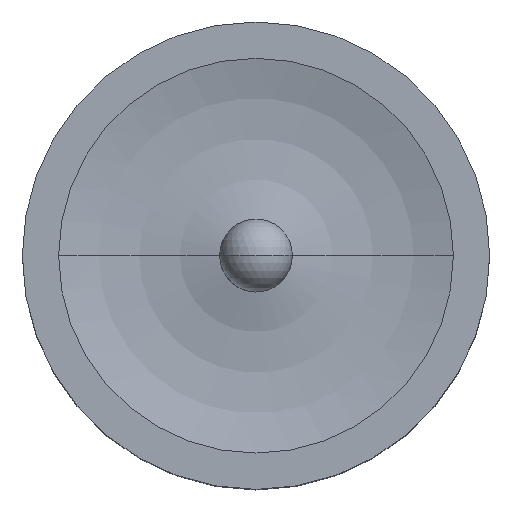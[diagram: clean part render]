
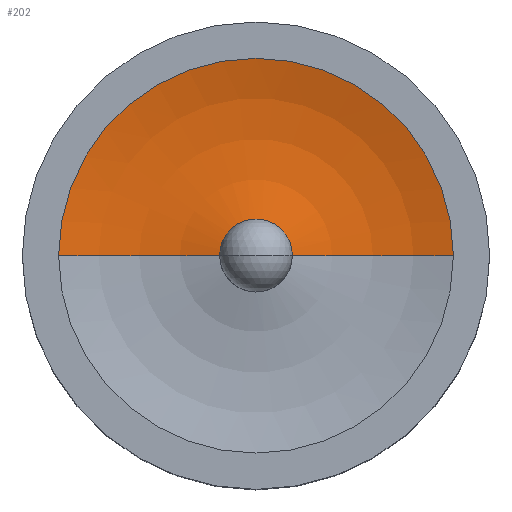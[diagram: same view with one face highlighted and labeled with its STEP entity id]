
A CAD part, top view. The second image highlights one B-rep face of the part: STEP entity #202.
In plain terms, the highlighted toroidal (fillet/blend) face has major radius 0.482 mm and minor radius 1.131 mm.
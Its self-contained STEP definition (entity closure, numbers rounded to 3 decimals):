
#69 = AXIS2_PLACEMENT_3D ( 'NONE', #73, #76, #255 ) ;
#73 = CARTESIAN_POINT ( 'NONE',  ( 0.483, 0., 0.061 ) ) ;
#76 = DIRECTION ( 'NONE',  ( 0., -1., 0. ) ) ;
#121 = DIRECTION ( 'NONE',  ( 1., 0., 0. ) ) ;
#127 = CARTESIAN_POINT ( 'NONE',  ( 0.815, 0., -1.02 ) ) ;
#132 = CARTESIAN_POINT ( 'NONE',  ( -0.483, 0., 0.061 ) ) ;
#141 = ORIENTED_EDGE ( 'NONE', *, *, #182, .F. ) ;
#149 = ORIENTED_EDGE ( 'NONE', *, *, #397, .T. ) ;
#182 = EDGE_CURVE ( 'NONE', #280, #532, #426, .T. ) ;
#187 = DIRECTION ( 'NONE',  ( 0., 0., 1. ) ) ;
#197 = AXIS2_PLACEMENT_3D ( 'NONE', #496, #187, #452 ) ;
#202 = ADVANCED_FACE ( 'NONE', ( #275 ), #423, .F. ) ;
#226 = AXIS2_PLACEMENT_3D ( 'NONE', #336, #531, #121 ) ;
#231 = VERTEX_POINT ( 'NONE', #127 ) ;
#233 = EDGE_CURVE ( 'NONE', #532, #448, #524, .T. ) ;
#255 = DIRECTION ( 'NONE',  ( 0., 0., -1. ) ) ;
#270 = AXIS2_PLACEMENT_3D ( 'NONE', #132, #311, #492 ) ;
#275 = FACE_OUTER_BOUND ( 'NONE', #417, .T. ) ;
#280 = VERTEX_POINT ( 'NONE', #566 ) ;
#292 = CIRCLE ( 'NONE', #334, 0.815 ) ;
#306 = CARTESIAN_POINT ( 'NONE',  ( 0., 0., -1.02 ) ) ;
#309 = ORIENTED_EDGE ( 'NONE', *, *, #233, .F. ) ;
#311 = DIRECTION ( 'NONE',  ( 0., 1., 0. ) ) ;
#334 = AXIS2_PLACEMENT_3D ( 'NONE', #306, #388, #485 ) ;
#336 = CARTESIAN_POINT ( 'NONE',  ( 0., 0., -1.02 ) ) ;
#388 = DIRECTION ( 'NONE',  ( 0., 0., 1. ) ) ;
#394 = ORIENTED_EDGE ( 'NONE', *, *, #463, .T. ) ;
#397 = EDGE_CURVE ( 'NONE', #231, #448, #292, .T. ) ;
#410 = CARTESIAN_POINT ( 'NONE',  ( -0.15, 0., -1.02 ) ) ;
#417 = EDGE_LOOP ( 'NONE', ( #309, #141, #394, #149 ) ) ;
#423 = TOROIDAL_SURFACE ( 'NONE', #197, 0.483, 1.131 ) ;
#426 = CIRCLE ( 'NONE', #226, 0.15 ) ;
#448 = VERTEX_POINT ( 'NONE', #578 ) ;
#452 = DIRECTION ( 'NONE',  ( 1., 0., 0. ) ) ;
#457 = CIRCLE ( 'NONE', #69, 1.131 ) ;
#463 = EDGE_CURVE ( 'NONE', #280, #231, #457, .T. ) ;
#485 = DIRECTION ( 'NONE',  ( 1., 0., 0. ) ) ;
#492 = DIRECTION ( 'NONE',  ( -1., 0., 0. ) ) ;
#496 = CARTESIAN_POINT ( 'NONE',  ( 0., 0., 0.061 ) ) ;
#524 = CIRCLE ( 'NONE', #270, 1.131 ) ;
#531 = DIRECTION ( 'NONE',  ( 0., 0., 1. ) ) ;
#532 = VERTEX_POINT ( 'NONE', #410 ) ;
#566 = CARTESIAN_POINT ( 'NONE',  ( 0.15, 0., -1.02 ) ) ;
#578 = CARTESIAN_POINT ( 'NONE',  ( -0.815, 0., -1.02 ) ) ;
